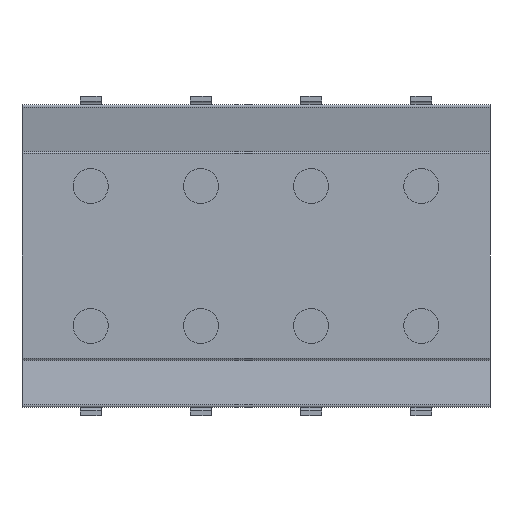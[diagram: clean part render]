
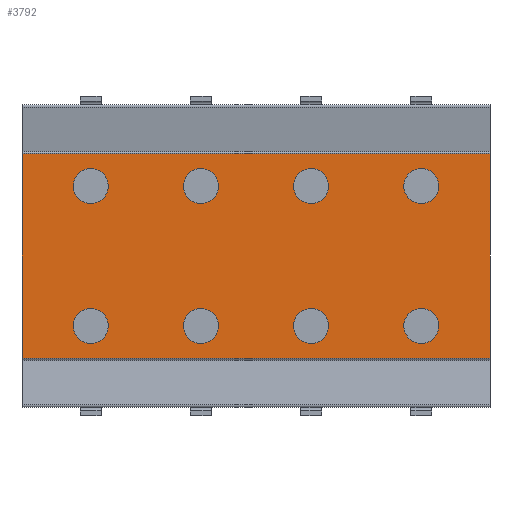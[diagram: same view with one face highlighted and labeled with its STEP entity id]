
A CAD part, front view. The second image highlights one B-rep face of the part: STEP entity #3792.
In plain terms, the highlighted planar face has unit normal (0, -1, 0).
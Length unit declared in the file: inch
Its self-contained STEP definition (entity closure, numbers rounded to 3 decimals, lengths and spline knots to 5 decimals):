
#278=DIRECTION('',(0.,0.,-1.));
#279=VECTOR('',#278,0.293);
#280=CARTESIAN_POINT('',(0.3345,-0.058,0.1465));
#281=LINE('',#280,#279);
#344=DIRECTION('',(0.,0.,-1.));
#345=VECTOR('',#344,0.293);
#346=CARTESIAN_POINT('',(-0.3345,-0.058,0.1465));
#347=LINE('',#346,#345);
#465=DIRECTION('',(1.,0.,0.));
#466=VECTOR('',#465,0.669);
#467=CARTESIAN_POINT('',(-0.3345,-0.058,0.1465));
#468=LINE('',#467,#466);
#472=DIRECTION('',(1.,0.,0.));
#473=VECTOR('',#472,0.669);
#474=CARTESIAN_POINT('',(-0.3345,-0.058,-0.1465));
#475=LINE('',#474,#473);
#479=CARTESIAN_POINT('',(0.2363,-0.058,-0.1));
#480=DIRECTION('',(0.,1.,0.));
#481=DIRECTION('',(-1.,0.,0.));
#482=AXIS2_PLACEMENT_3D('',#479,#480,#481);
#487=CARTESIAN_POINT('',(0.2363,-0.058,-0.1));
#488=DIRECTION('',(0.,1.,0.));
#489=DIRECTION('',(1.,0.,0.));
#490=AXIS2_PLACEMENT_3D('',#487,#488,#489);
#495=CARTESIAN_POINT('',(0.0788,-0.058,-0.1));
#496=DIRECTION('',(0.,1.,0.));
#497=DIRECTION('',(-1.,0.,0.));
#498=AXIS2_PLACEMENT_3D('',#495,#496,#497);
#503=CARTESIAN_POINT('',(0.0788,-0.058,-0.1));
#504=DIRECTION('',(0.,1.,0.));
#505=DIRECTION('',(1.,0.,0.));
#506=AXIS2_PLACEMENT_3D('',#503,#504,#505);
#511=CARTESIAN_POINT('',(-0.0787,-0.058,-0.1));
#512=DIRECTION('',(0.,1.,0.));
#513=DIRECTION('',(-1.,0.,0.));
#514=AXIS2_PLACEMENT_3D('',#511,#512,#513);
#519=CARTESIAN_POINT('',(-0.0787,-0.058,-0.1));
#520=DIRECTION('',(0.,1.,0.));
#521=DIRECTION('',(1.,0.,0.));
#522=AXIS2_PLACEMENT_3D('',#519,#520,#521);
#527=CARTESIAN_POINT('',(-0.2362,-0.058,-0.1));
#528=DIRECTION('',(0.,1.,0.));
#529=DIRECTION('',(-1.,0.,0.));
#530=AXIS2_PLACEMENT_3D('',#527,#528,#529);
#535=CARTESIAN_POINT('',(-0.2362,-0.058,-0.1));
#536=DIRECTION('',(0.,1.,0.));
#537=DIRECTION('',(1.,0.,0.));
#538=AXIS2_PLACEMENT_3D('',#535,#536,#537);
#543=CARTESIAN_POINT('',(0.2363,-0.058,0.1));
#544=DIRECTION('',(0.,1.,0.));
#545=DIRECTION('',(-1.,0.,0.));
#546=AXIS2_PLACEMENT_3D('',#543,#544,#545);
#551=CARTESIAN_POINT('',(0.2363,-0.058,0.1));
#552=DIRECTION('',(0.,1.,0.));
#553=DIRECTION('',(1.,0.,0.));
#554=AXIS2_PLACEMENT_3D('',#551,#552,#553);
#559=CARTESIAN_POINT('',(0.0788,-0.058,0.1));
#560=DIRECTION('',(0.,1.,0.));
#561=DIRECTION('',(-1.,0.,0.));
#562=AXIS2_PLACEMENT_3D('',#559,#560,#561);
#567=CARTESIAN_POINT('',(0.0788,-0.058,0.1));
#568=DIRECTION('',(0.,1.,0.));
#569=DIRECTION('',(1.,0.,0.));
#570=AXIS2_PLACEMENT_3D('',#567,#568,#569);
#575=CARTESIAN_POINT('',(-0.0787,-0.058,0.1));
#576=DIRECTION('',(0.,1.,0.));
#577=DIRECTION('',(-1.,0.,0.));
#578=AXIS2_PLACEMENT_3D('',#575,#576,#577);
#583=CARTESIAN_POINT('',(-0.0787,-0.058,0.1));
#584=DIRECTION('',(0.,1.,0.));
#585=DIRECTION('',(1.,0.,0.));
#586=AXIS2_PLACEMENT_3D('',#583,#584,#585);
#591=CARTESIAN_POINT('',(-0.2362,-0.058,0.1));
#592=DIRECTION('',(0.,1.,0.));
#593=DIRECTION('',(-1.,0.,0.));
#594=AXIS2_PLACEMENT_3D('',#591,#592,#593);
#599=CARTESIAN_POINT('',(-0.2362,-0.058,0.1));
#600=DIRECTION('',(0.,1.,0.));
#601=DIRECTION('',(1.,0.,0.));
#602=AXIS2_PLACEMENT_3D('',#599,#600,#601);
#2991=CARTESIAN_POINT('',(-0.3345,-0.058,0.1465));
#2993=VERTEX_POINT('',#2991);
#2997=CARTESIAN_POINT('',(0.3345,-0.058,0.1465));
#2999=VERTEX_POINT('',#2997);
#3003=CARTESIAN_POINT('',(-0.3345,-0.058,-0.1465));
#3004=VERTEX_POINT('',#3003);
#3005=CARTESIAN_POINT('',(0.3345,-0.058,-0.1465));
#3006=VERTEX_POINT('',#3005);
#3007=CARTESIAN_POINT('',(0.2113,-0.058,-0.1));
#3008=CARTESIAN_POINT('',(0.2613,-0.058,-0.1));
#3009=VERTEX_POINT('',#3007);
#3010=VERTEX_POINT('',#3008);
#3011=CARTESIAN_POINT('',(0.0538,-0.058,-0.1));
#3012=CARTESIAN_POINT('',(0.1038,-0.058,-0.1));
#3013=VERTEX_POINT('',#3011);
#3014=VERTEX_POINT('',#3012);
#3015=CARTESIAN_POINT('',(-0.1037,-0.058,-0.1));
#3016=CARTESIAN_POINT('',(-0.0537,-0.058,-0.1));
#3017=VERTEX_POINT('',#3015);
#3018=VERTEX_POINT('',#3016);
#3019=CARTESIAN_POINT('',(-0.2612,-0.058,-0.1));
#3020=CARTESIAN_POINT('',(-0.2112,-0.058,-0.1));
#3021=VERTEX_POINT('',#3019);
#3022=VERTEX_POINT('',#3020);
#3023=CARTESIAN_POINT('',(0.2113,-0.058,0.1));
#3024=CARTESIAN_POINT('',(0.2613,-0.058,0.1));
#3025=VERTEX_POINT('',#3023);
#3026=VERTEX_POINT('',#3024);
#3027=CARTESIAN_POINT('',(0.0538,-0.058,0.1));
#3028=CARTESIAN_POINT('',(0.1038,-0.058,0.1));
#3029=VERTEX_POINT('',#3027);
#3030=VERTEX_POINT('',#3028);
#3031=CARTESIAN_POINT('',(-0.1037,-0.058,0.1));
#3032=CARTESIAN_POINT('',(-0.0537,-0.058,0.1));
#3033=VERTEX_POINT('',#3031);
#3034=VERTEX_POINT('',#3032);
#3035=CARTESIAN_POINT('',(-0.2612,-0.058,0.1));
#3036=CARTESIAN_POINT('',(-0.2112,-0.058,0.1));
#3037=VERTEX_POINT('',#3035);
#3038=VERTEX_POINT('',#3036);
#3732=CARTESIAN_POINT('',(-0.3345,-0.058,0.2165));
#3733=DIRECTION('',(0.,-1.,0.));
#3734=DIRECTION('',(0.,0.,-1.));
#3735=AXIS2_PLACEMENT_3D('',#3732,#3733,#3734);
#3736=PLANE('',#3735);
#3737=ORIENTED_EDGE('',*,*,#3727,.T.);
#3738=ORIENTED_EDGE('',*,*,#3627,.T.);
#3740=ORIENTED_EDGE('',*,*,#3739,.F.);
#3741=ORIENTED_EDGE('',*,*,#3664,.F.);
#3742=EDGE_LOOP('',(#3737,#3738,#3740,#3741));
#3743=FACE_OUTER_BOUND('',#3742,.F.);
#3745=ORIENTED_EDGE('',*,*,#3744,.F.);
#3747=ORIENTED_EDGE('',*,*,#3746,.F.);
#3748=EDGE_LOOP('',(#3745,#3747));
#3749=FACE_BOUND('',#3748,.F.);
#3751=ORIENTED_EDGE('',*,*,#3750,.F.);
#3753=ORIENTED_EDGE('',*,*,#3752,.F.);
#3754=EDGE_LOOP('',(#3751,#3753));
#3755=FACE_BOUND('',#3754,.F.);
#3757=ORIENTED_EDGE('',*,*,#3756,.F.);
#3759=ORIENTED_EDGE('',*,*,#3758,.F.);
#3760=EDGE_LOOP('',(#3757,#3759));
#3761=FACE_BOUND('',#3760,.F.);
#3763=ORIENTED_EDGE('',*,*,#3762,.F.);
#3765=ORIENTED_EDGE('',*,*,#3764,.F.);
#3766=EDGE_LOOP('',(#3763,#3765));
#3767=FACE_BOUND('',#3766,.F.);
#3769=ORIENTED_EDGE('',*,*,#3768,.F.);
#3771=ORIENTED_EDGE('',*,*,#3770,.F.);
#3772=EDGE_LOOP('',(#3769,#3771));
#3773=FACE_BOUND('',#3772,.F.);
#3775=ORIENTED_EDGE('',*,*,#3774,.F.);
#3777=ORIENTED_EDGE('',*,*,#3776,.F.);
#3778=EDGE_LOOP('',(#3775,#3777));
#3779=FACE_BOUND('',#3778,.F.);
#3781=ORIENTED_EDGE('',*,*,#3780,.F.);
#3783=ORIENTED_EDGE('',*,*,#3782,.F.);
#3784=EDGE_LOOP('',(#3781,#3783));
#3785=FACE_BOUND('',#3784,.F.);
#3787=ORIENTED_EDGE('',*,*,#3786,.F.);
#3789=ORIENTED_EDGE('',*,*,#3788,.F.);
#3790=EDGE_LOOP('',(#3787,#3789));
#3791=FACE_BOUND('',#3790,.F.);
#483=CIRCLE('',#482,0.025);
#491=CIRCLE('',#490,0.025);
#499=CIRCLE('',#498,0.025);
#507=CIRCLE('',#506,0.025);
#515=CIRCLE('',#514,0.025);
#523=CIRCLE('',#522,0.025);
#531=CIRCLE('',#530,0.025);
#539=CIRCLE('',#538,0.025);
#547=CIRCLE('',#546,0.025);
#555=CIRCLE('',#554,0.025);
#563=CIRCLE('',#562,0.025);
#571=CIRCLE('',#570,0.025);
#579=CIRCLE('',#578,0.025);
#587=CIRCLE('',#586,0.025);
#595=CIRCLE('',#594,0.025);
#603=CIRCLE('',#602,0.025);
#3627=EDGE_CURVE('',#2999,#3006,#281,.T.);
#3664=EDGE_CURVE('',#2993,#3004,#347,.T.);
#3727=EDGE_CURVE('',#2993,#2999,#468,.T.);
#3739=EDGE_CURVE('',#3004,#3006,#475,.T.);
#3744=EDGE_CURVE('',#3009,#3010,#483,.T.);
#3746=EDGE_CURVE('',#3010,#3009,#491,.T.);
#3750=EDGE_CURVE('',#3013,#3014,#499,.T.);
#3752=EDGE_CURVE('',#3014,#3013,#507,.T.);
#3756=EDGE_CURVE('',#3017,#3018,#515,.T.);
#3758=EDGE_CURVE('',#3018,#3017,#523,.T.);
#3762=EDGE_CURVE('',#3021,#3022,#531,.T.);
#3764=EDGE_CURVE('',#3022,#3021,#539,.T.);
#3768=EDGE_CURVE('',#3025,#3026,#547,.T.);
#3770=EDGE_CURVE('',#3026,#3025,#555,.T.);
#3774=EDGE_CURVE('',#3029,#3030,#563,.T.);
#3776=EDGE_CURVE('',#3030,#3029,#571,.T.);
#3780=EDGE_CURVE('',#3033,#3034,#579,.T.);
#3782=EDGE_CURVE('',#3034,#3033,#587,.T.);
#3786=EDGE_CURVE('',#3037,#3038,#595,.T.);
#3788=EDGE_CURVE('',#3038,#3037,#603,.T.);
#3792=ADVANCED_FACE('',(#3743,#3749,#3755,#3761,#3767,#3773,#3779,#3785,#3791),
#3736,.T.);
